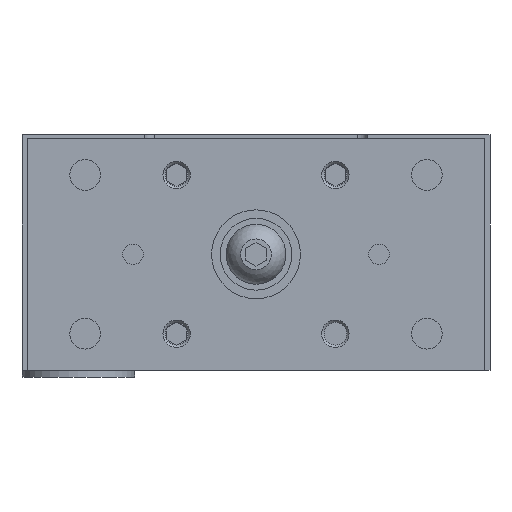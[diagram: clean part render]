
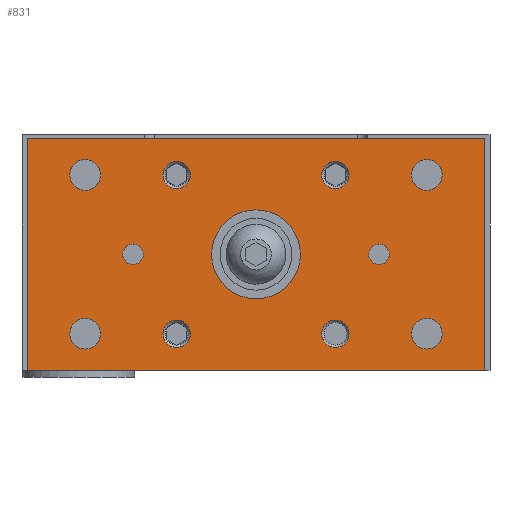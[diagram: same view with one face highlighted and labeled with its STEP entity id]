
A CAD part, left-side view. The second image highlights one B-rep face of the part: STEP entity #831.
In plain terms, the highlighted planar face has unit normal (-1, 0, 0).
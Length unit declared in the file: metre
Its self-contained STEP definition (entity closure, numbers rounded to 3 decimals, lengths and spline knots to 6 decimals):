
#831 = ADVANCED_FACE( '', ( #1981, #1982, #1983, #1984, #1985, #1986, #1987, #1988, #1989, #1990, #1991, #1992 ), #1993, .T. );
#1981 = FACE_OUTER_BOUND( '', #3448, .T. );
#1982 = FACE_BOUND( '', #3449, .T. );
#1983 = FACE_BOUND( '', #3450, .T. );
#1984 = FACE_BOUND( '', #3451, .T. );
#1985 = FACE_BOUND( '', #3452, .T. );
#1986 = FACE_BOUND( '', #3453, .T. );
#1987 = FACE_BOUND( '', #3454, .T. );
#1988 = FACE_BOUND( '', #3455, .T. );
#1989 = FACE_BOUND( '', #3456, .T. );
#1990 = FACE_BOUND( '', #3457, .T. );
#1991 = FACE_BOUND( '', #3458, .T. );
#1992 = FACE_BOUND( '', #3459, .T. );
#1993 = PLANE( '', #3460 );
#3448 = EDGE_LOOP( '', ( #5649, #5650, #5651, #5652 ) );
#3449 = EDGE_LOOP( '', ( #5653 ) );
#3450 = EDGE_LOOP( '', ( #5654 ) );
#3451 = EDGE_LOOP( '', ( #5655 ) );
#3452 = EDGE_LOOP( '', ( #5656 ) );
#3453 = EDGE_LOOP( '', ( #5657 ) );
#3454 = EDGE_LOOP( '', ( #5658 ) );
#3455 = EDGE_LOOP( '', ( #5659 ) );
#3456 = EDGE_LOOP( '', ( #5660 ) );
#3457 = EDGE_LOOP( '', ( #5661 ) );
#3458 = EDGE_LOOP( '', ( #5662 ) );
#3459 = EDGE_LOOP( '', ( #5663 ) );
#3460 = AXIS2_PLACEMENT_3D( '', #5664, #5665, #5666 );
#5649 = ORIENTED_EDGE( '', *, *, #7210, .T. );
#5650 = ORIENTED_EDGE( '', *, *, #7579, .T. );
#5651 = ORIENTED_EDGE( '', *, *, #7420, .T. );
#5652 = ORIENTED_EDGE( '', *, *, #7681, .T. );
#5653 = ORIENTED_EDGE( '', *, *, #7194, .T. );
#5654 = ORIENTED_EDGE( '', *, *, #7177, .F. );
#5655 = ORIENTED_EDGE( '', *, *, #7179, .F. );
#5656 = ORIENTED_EDGE( '', *, *, #7682, .T. );
#5657 = ORIENTED_EDGE( '', *, *, #7009, .T. );
#5658 = ORIENTED_EDGE( '', *, *, #7624, .F. );
#5659 = ORIENTED_EDGE( '', *, *, #6981, .T. );
#5660 = ORIENTED_EDGE( '', *, *, #6967, .F. );
#5661 = ORIENTED_EDGE( '', *, *, #6987, .F. );
#5662 = ORIENTED_EDGE( '', *, *, #7575, .T. );
#5663 = ORIENTED_EDGE( '', *, *, #7552, .T. );
#5664 = CARTESIAN_POINT( '', ( -0.027, -0.067, -0.001 ) );
#5665 = DIRECTION( '', ( -1., 0., 0. ) );
#5666 = DIRECTION( '', ( 0., 0., 1. ) );
#6967 = EDGE_CURVE( '', #8016, #8016, #8017, .T. );
#6981 = EDGE_CURVE( '', #8041, #8041, #8042, .T. );
#6987 = EDGE_CURVE( '', #8049, #8049, #8050, .T. );
#7009 = EDGE_CURVE( '', #8084, #8084, #8085, .T. );
#7177 = EDGE_CURVE( '', #8367, #8367, #8368, .T. );
#7179 = EDGE_CURVE( '', #8370, #8370, #8371, .T. );
#7194 = EDGE_CURVE( '', #8395, #8395, #8396, .T. );
#7210 = EDGE_CURVE( '', #8424, #8422, #8425, .T. );
#7420 = EDGE_CURVE( '', #8763, #8761, #8764, .T. );
#7552 = EDGE_CURVE( '', #8952, #8952, #8953, .T. );
#7575 = EDGE_CURVE( '', #8983, #8983, #8984, .T. );
#7579 = EDGE_CURVE( '', #8422, #8763, #8989, .T. );
#7624 = EDGE_CURVE( '', #9058, #9058, #9059, .T. );
#7681 = EDGE_CURVE( '', #8761, #8424, #9139, .T. );
#7682 = EDGE_CURVE( '', #9140, #9140, #9141, .T. );
#8016 = VERTEX_POINT( '', #9533 );
#8017 = CIRCLE( '', #9534, 0.004 );
#8041 = VERTEX_POINT( '', #9584 );
#8042 = CIRCLE( '', #9585, 0.004 );
#8049 = VERTEX_POINT( '', #9592 );
#8050 = CIRCLE( '', #9593, 0.004 );
#8084 = VERTEX_POINT( '', #9631 );
#8085 = CIRCLE( '', #9632, 0.003 );
#8367 = VERTEX_POINT( '', #9988 );
#8368 = CIRCLE( '', #9989, 0.0045 );
#8370 = VERTEX_POINT( '', #9991 );
#8371 = CIRCLE( '', #9992, 0.0045 );
#8395 = VERTEX_POINT( '', #10021 );
#8396 = CIRCLE( '', #10022, 0.0045 );
#8422 = VERTEX_POINT( '', #10052 );
#8424 = VERTEX_POINT( '', #10055 );
#8425 = LINE( '', #10056, #10057 );
#8761 = VERTEX_POINT( '', #10910 );
#8763 = VERTEX_POINT( '', #10913 );
#8764 = LINE( '', #10914, #10915 );
#8952 = VERTEX_POINT( '', #11263 );
#8953 = CIRCLE( '', #11264, 0.013 );
#8983 = VERTEX_POINT( '', #11300 );
#8984 = CIRCLE( '', #11301, 0.004 );
#8989 = LINE( '', #11307, #11308 );
#9058 = VERTEX_POINT( '', #11412 );
#9059 = CIRCLE( '', #11413, 0.003 );
#9139 = LINE( '', #11508, #11509 );
#9140 = VERTEX_POINT( '', #11510 );
#9141 = CIRCLE( '', #11511, 0.0045 );
#9533 = CARTESIAN_POINT( '', ( -0.027, -0.02725, -0.01175 ) );
#9534 = AXIS2_PLACEMENT_3D( '', #12029, #12030, #12031 );
#9584 = CARTESIAN_POINT( '', ( -0.027, 0.02725, -0.01175 ) );
#9585 = AXIS2_PLACEMENT_3D( '', #12053, #12054, #12055 );
#9592 = CARTESIAN_POINT( '', ( -0.027, 0.02725, -0.05825 ) );
#9593 = AXIS2_PLACEMENT_3D( '', #12062, #12063, #12064 );
#9631 = CARTESIAN_POINT( '', ( -0.027, 0.039, -0.035 ) );
#9632 = AXIS2_PLACEMENT_3D( '', #12099, #12100, #12101 );
#9988 = CARTESIAN_POINT( '', ( -0.027, -0.0455, -0.01175 ) );
#9989 = AXIS2_PLACEMENT_3D( '', #12335, #12336, #12337 );
#9991 = CARTESIAN_POINT( '', ( -0.027, 0.0455, -0.05825 ) );
#9992 = AXIS2_PLACEMENT_3D( '', #12338, #12339, #12340 );
#10021 = CARTESIAN_POINT( '', ( -0.027, 0.0455, -0.01175 ) );
#10022 = AXIS2_PLACEMENT_3D( '', #12361, #12362, #12363 );
#10052 = CARTESIAN_POINT( '', ( -0.027, -0.067, -0.001 ) );
#10055 = CARTESIAN_POINT( '', ( -0.027, -0.067, -0.069 ) );
#10056 = CARTESIAN_POINT( '', ( -0.027, -0.067, -0.069 ) );
#10057 = VECTOR( '', #12390, 1. );
#10910 = CARTESIAN_POINT( '', ( -0.027, 0.067, -0.069 ) );
#10913 = CARTESIAN_POINT( '', ( -0.027, 0.067, -0.001 ) );
#10914 = CARTESIAN_POINT( '', ( -0.027, 0.067, -0.001 ) );
#10915 = VECTOR( '', #12674, 1. );
#11263 = CARTESIAN_POINT( '', ( -0.027, 0.013, -0.035 ) );
#11264 = AXIS2_PLACEMENT_3D( '', #12846, #12847, #12848 );
#11300 = CARTESIAN_POINT( '', ( -0.027, -0.02725, -0.05825 ) );
#11301 = AXIS2_PLACEMENT_3D( '', #12876, #12877, #12878 );
#11307 = CARTESIAN_POINT( '', ( -0.027, -0.067, -0.001 ) );
#11308 = VECTOR( '', #12883, 1. );
#11412 = CARTESIAN_POINT( '', ( -0.027, -0.039, -0.035 ) );
#11413 = AXIS2_PLACEMENT_3D( '', #12938, #12939, #12940 );
#11508 = CARTESIAN_POINT( '', ( -0.027, 0.067, -0.069 ) );
#11509 = VECTOR( '', #13019, 1. );
#11510 = CARTESIAN_POINT( '', ( -0.027, -0.0455, -0.05825 ) );
#11511 = AXIS2_PLACEMENT_3D( '', #13020, #13021, #13022 );
#12029 = CARTESIAN_POINT( '', ( -0.027, -0.02325, -0.01175 ) );
#12030 = DIRECTION( '', ( -1., 0., 0. ) );
#12031 = DIRECTION( '', ( 0., -1., 0. ) );
#12053 = CARTESIAN_POINT( '', ( -0.027, 0.02325, -0.01175 ) );
#12054 = DIRECTION( '', ( 1., 0., 0. ) );
#12055 = DIRECTION( '', ( 0., 1., 0. ) );
#12062 = CARTESIAN_POINT( '', ( -0.027, 0.02325, -0.05825 ) );
#12063 = DIRECTION( '', ( -1., 0., 0. ) );
#12064 = DIRECTION( '', ( 0., 1., 0. ) );
#12099 = CARTESIAN_POINT( '', ( -0.027, 0.036, -0.035 ) );
#12100 = DIRECTION( '', ( 1., 0., 0. ) );
#12101 = DIRECTION( '', ( 0., 1., 0. ) );
#12335 = CARTESIAN_POINT( '', ( -0.027, -0.05, -0.01175 ) );
#12336 = DIRECTION( '', ( -1., 0., 0. ) );
#12337 = DIRECTION( '', ( 0., 1., 0. ) );
#12338 = CARTESIAN_POINT( '', ( -0.027, 0.05, -0.05825 ) );
#12339 = DIRECTION( '', ( -1., 0., 0. ) );
#12340 = DIRECTION( '', ( 0., -1., 0. ) );
#12361 = CARTESIAN_POINT( '', ( -0.027, 0.05, -0.01175 ) );
#12362 = DIRECTION( '', ( 1., 0., 0. ) );
#12363 = DIRECTION( '', ( 0., -1., 0. ) );
#12390 = DIRECTION( '', ( 0., 0., 1. ) );
#12674 = DIRECTION( '', ( 0., 0., -1. ) );
#12846 = CARTESIAN_POINT( '', ( -0.027, 0., -0.035 ) );
#12847 = DIRECTION( '', ( 1., 0., 0. ) );
#12848 = DIRECTION( '', ( 0., 1., 0. ) );
#12876 = CARTESIAN_POINT( '', ( -0.027, -0.02325, -0.05825 ) );
#12877 = DIRECTION( '', ( 1., 0., 0. ) );
#12878 = DIRECTION( '', ( 0., -1., 0. ) );
#12883 = DIRECTION( '', ( 0., 1., 0. ) );
#12938 = CARTESIAN_POINT( '', ( -0.027, -0.036, -0.035 ) );
#12939 = DIRECTION( '', ( -1., 0., 0. ) );
#12940 = DIRECTION( '', ( 0., -1., 0. ) );
#13019 = DIRECTION( '', ( 0., -1., 0. ) );
#13020 = CARTESIAN_POINT( '', ( -0.027, -0.05, -0.05825 ) );
#13021 = DIRECTION( '', ( 1., 0., 0. ) );
#13022 = DIRECTION( '', ( 0., 1., 0. ) );
